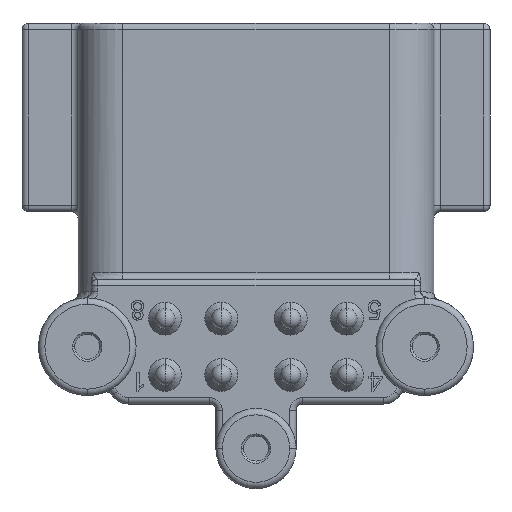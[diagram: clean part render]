
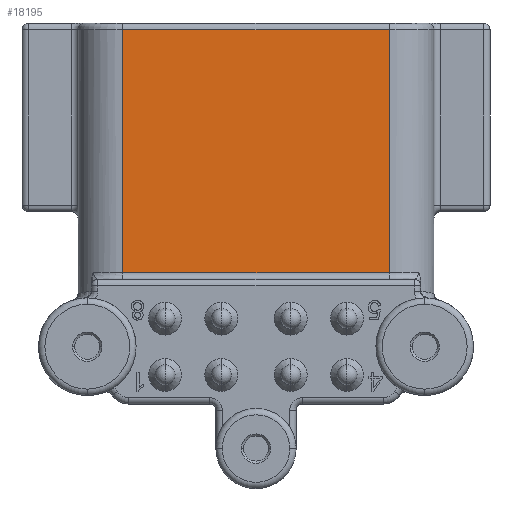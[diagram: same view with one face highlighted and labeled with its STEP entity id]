
A CAD part, front view. The second image highlights one B-rep face of the part: STEP entity #18195.
In plain terms, the highlighted planar face has unit normal (0, -1, 0).
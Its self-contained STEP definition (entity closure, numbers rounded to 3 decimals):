
#4027=DIRECTION('',(0.,0.,1.));
#4028=VECTOR('',#4027,19.1);
#4029=CARTESIAN_POINT('',(10.475,-11.66,0.));
#4030=LINE('',#4029,#4028);
#4067=DIRECTION('',(-1.,0.,0.));
#4068=VECTOR('',#4067,20.95);
#4069=CARTESIAN_POINT('',(10.475,-11.66,0.));
#4070=LINE('',#4069,#4068);
#4071=DIRECTION('',(0.,0.,1.));
#4072=VECTOR('',#4071,19.1);
#4073=CARTESIAN_POINT('',(-10.475,-11.66,0.));
#4074=LINE('',#4073,#4072);
#4075=DIRECTION('',(1.,0.,0.));
#4076=VECTOR('',#4075,20.95);
#4077=CARTESIAN_POINT('',(-10.475,-11.66,19.1));
#4078=LINE('',#4077,#4076);
#12106=CARTESIAN_POINT('',(10.475,-11.66,19.1));
#12107=VERTEX_POINT('',#12106);
#12110=CARTESIAN_POINT('',(-10.475,-11.66,19.1));
#12111=VERTEX_POINT('',#12110);
#12614=CARTESIAN_POINT('',(-10.475,-11.66,0.));
#12616=VERTEX_POINT('',#12614);
#12620=CARTESIAN_POINT('',(10.475,-11.66,0.));
#12621=VERTEX_POINT('',#12620);
#18182=CARTESIAN_POINT('',(-10.475,-11.66,-1.5));
#18183=DIRECTION('',(0.,-1.,0.));
#18184=DIRECTION('',(0.,0.,-1.));
#18185=AXIS2_PLACEMENT_3D('',#18182,#18183,#18184);
#18186=PLANE('',#18185);
#18187=ORIENTED_EDGE('',*,*,#18173,.T.);
#18189=ORIENTED_EDGE('',*,*,#18188,.T.);
#18191=ORIENTED_EDGE('',*,*,#18190,.T.);
#18192=ORIENTED_EDGE('',*,*,#18141,.F.);
#18193=EDGE_LOOP('',(#18187,#18189,#18191,#18192));
#18194=FACE_OUTER_BOUND('',#18193,.F.);
#18195=ADVANCED_FACE('',(#18194),#18186,.T.);
#18141=EDGE_CURVE('',#12621,#12107,#4030,.T.);
#18173=EDGE_CURVE('',#12621,#12616,#4070,.T.);
#18188=EDGE_CURVE('',#12616,#12111,#4074,.T.);
#18190=EDGE_CURVE('',#12111,#12107,#4078,.T.);
